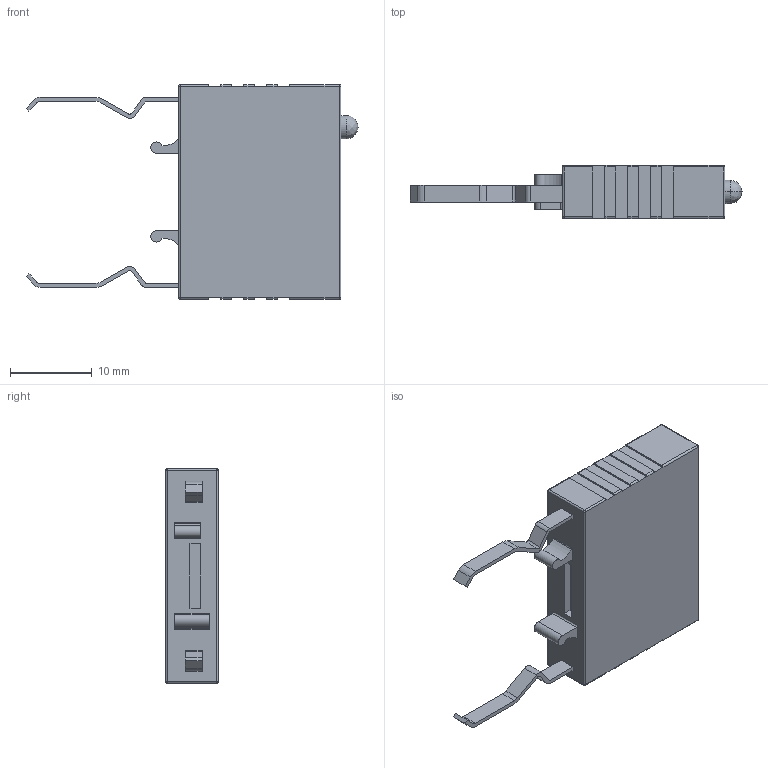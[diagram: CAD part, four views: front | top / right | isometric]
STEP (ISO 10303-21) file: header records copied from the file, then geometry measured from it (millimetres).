
FILE_DESCRIPTION((''),'2;1');
FILE_NAME('LA4KA1U','2018-03-27T',('SESA468396'),('Schneider-Electric'),'PRO/ENGINEER BY PARAMETRIC TECHNOLOGY CORPORATION, 2015440','PRO/ENGINEER BY PARAMETRIC TECHNOLOGY CORPORATION, 2015440','');
FILE_SCHEMA(('CONFIG_CONTROL_DESIGN'));
Length unit declared in the file: millimetre
Products named in the file (1): LA4KA1U
Bounding box: 40.69 x 6.5 x 26.3 mm (x, y, z)
Volume: 3456.2 mm3; surface area: 1949 mm2
Topology: 1 solids, 1 shells, 140 faces, 338 edges, 206 vertices
Faces by surface type: plane 76, cylinder 54, sphere 8, bspline 2
Entity records: 4114 total; most frequent: CARTESIAN_POINT 738, DIRECTION 726, ORIENTED_EDGE 676, EDGE_CURVE 338, AXIS2_PLACEMENT_3D 250, VECTOR 226, LINE 226, VERTEX_POINT 206
